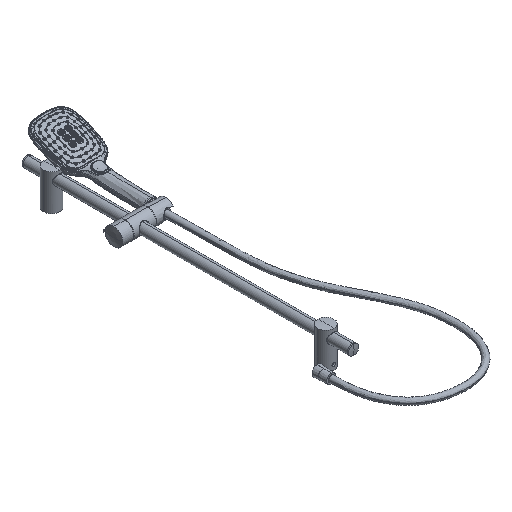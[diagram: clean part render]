
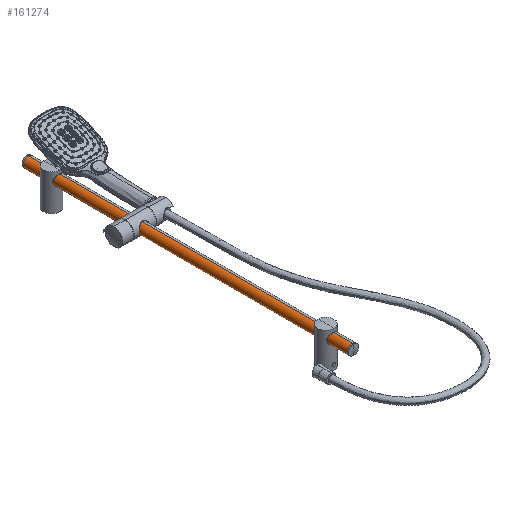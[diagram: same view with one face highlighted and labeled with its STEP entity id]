
A CAD part, isometric view. The second image highlights one B-rep face of the part: STEP entity #161274.
In plain terms, the highlighted cylindrical face has radius 11 mm (diameter 22 mm), a partial arc.
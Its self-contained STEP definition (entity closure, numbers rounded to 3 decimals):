
#20203 = EDGE_CURVE ( 'NONE', #93803, #222560, #130874, .T. ) ;
#38664 = CARTESIAN_POINT ( 'NONE',  ( 0., 349.6, 11. ) ) ;
#48156 = EDGE_CURVE ( 'NONE', #96519, #357060, #92990, .T. ) ;
#49631 = LINE ( 'NONE', #367832, #273374 ) ;
#57383 = DIRECTION ( 'NONE',  ( 0., 1., 0. ) ) ;
#66449 = CARTESIAN_POINT ( 'NONE',  ( 0., 352.5, 0. ) ) ;
#79274 = LINE ( 'NONE', #167964, #211654 ) ;
#92990 = CIRCLE ( 'NONE', #160657, 11. ) ;
#93803 = VERTEX_POINT ( 'NONE', #339053 ) ;
#96519 = VERTEX_POINT ( 'NONE', #241308 ) ;
#117067 = DIRECTION ( 'NONE',  ( 0., 0., 1. ) ) ;
#130874 = CIRCLE ( 'NONE', #155358, 11. ) ;
#131693 = EDGE_CURVE ( 'NONE', #222560, #357060, #49631, .T. ) ;
#142763 = EDGE_CURVE ( 'NONE', #93803, #96519, #79274, .T. ) ;
#155358 = AXIS2_PLACEMENT_3D ( 'NONE', #336736, #334834, #302108 ) ;
#160657 = AXIS2_PLACEMENT_3D ( 'NONE', #261776, #57383, #117067 ) ;
#161274 = ADVANCED_FACE ( 'NONE', ( #247592 ), #278409, .T. ) ;
#161312 = ORIENTED_EDGE ( 'NONE', *, *, #20203, .T. ) ;
#167964 = CARTESIAN_POINT ( 'NONE',  ( 0., 352.5, -11. ) ) ;
#196893 = DIRECTION ( 'NONE',  ( 0., 1., 0. ) ) ;
#208531 = ORIENTED_EDGE ( 'NONE', *, *, #48156, .F. ) ;
#211654 = VECTOR ( 'NONE', #196893, 1000. ) ;
#222560 = VERTEX_POINT ( 'NONE', #381146 ) ;
#223909 = ORIENTED_EDGE ( 'NONE', *, *, #131693, .T. ) ;
#241308 = CARTESIAN_POINT ( 'NONE',  ( 0., 349.6, -11. ) ) ;
#247592 = FACE_OUTER_BOUND ( 'NONE', #284500, .T. ) ;
#261776 = CARTESIAN_POINT ( 'NONE',  ( 0., 349.6, 0. ) ) ;
#270840 = DIRECTION ( 'NONE',  ( 0., 0., 1. ) ) ;
#273374 = VECTOR ( 'NONE', #337029, 1000. ) ;
#278409 = CYLINDRICAL_SURFACE ( 'NONE', #310759, 11. ) ;
#281140 = ORIENTED_EDGE ( 'NONE', *, *, #142763, .F. ) ;
#284500 = EDGE_LOOP ( 'NONE', ( #281140, #161312, #223909, #208531 ) ) ;
#302108 = DIRECTION ( 'NONE',  ( 0., 0., 1. ) ) ;
#310759 = AXIS2_PLACEMENT_3D ( 'NONE', #66449, #332504, #270840 ) ;
#332504 = DIRECTION ( 'NONE',  ( 0., 1., 0. ) ) ;
#334834 = DIRECTION ( 'NONE',  ( 0., 1., 0. ) ) ;
#336736 = CARTESIAN_POINT ( 'NONE',  ( 0., -349.6, 0. ) ) ;
#337029 = DIRECTION ( 'NONE',  ( 0., 1., 0. ) ) ;
#339053 = CARTESIAN_POINT ( 'NONE',  ( 0., -349.6, -11. ) ) ;
#357060 = VERTEX_POINT ( 'NONE', #38664 ) ;
#367832 = CARTESIAN_POINT ( 'NONE',  ( 0., 352.5, 11. ) ) ;
#381146 = CARTESIAN_POINT ( 'NONE',  ( 0., -349.6, 11. ) ) ;
